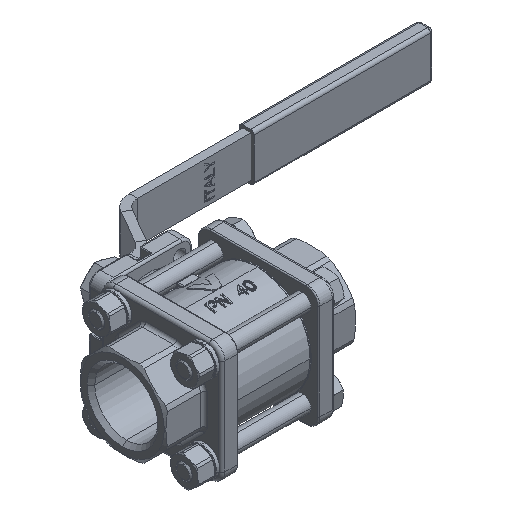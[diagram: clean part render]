
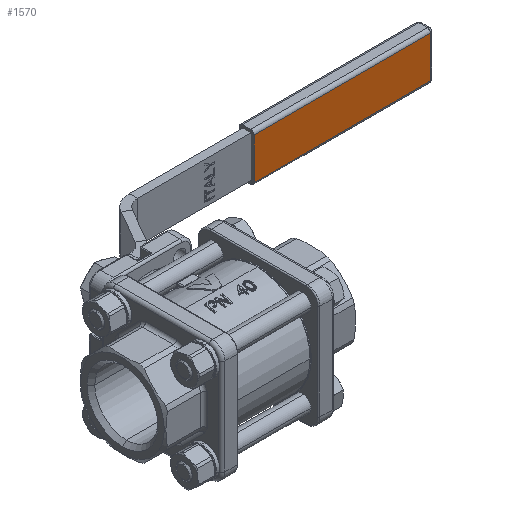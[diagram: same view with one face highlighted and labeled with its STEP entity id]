
A CAD part, isometric view. The second image highlights one B-rep face of the part: STEP entity #1570.
In plain terms, the highlighted planar face has unit normal (0, -1, 0).
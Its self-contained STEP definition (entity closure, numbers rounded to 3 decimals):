
#1570=ADVANCED_FACE('',(#4681),#4682,.T.);
#4681=FACE_OUTER_BOUND('',#23370,.T.);
#4682=PLANE('',#23371);
#23370=EDGE_LOOP('',(#34633,#34634,#34635,#34636));
#23371=AXIS2_PLACEMENT_3D('',#34637,#34638,#34639);
#34633=ORIENTED_EDGE('',*,*,#38436,.T.);
#34634=ORIENTED_EDGE('',*,*,#38434,.F.);
#34635=ORIENTED_EDGE('',*,*,#38427,.F.);
#34636=ORIENTED_EDGE('',*,*,#38447,.F.);
#34637=CARTESIAN_POINT('',(88.0,71.0,9.9));
#34638=DIRECTION('',(0.0,-1.0,0.0));
#34639=DIRECTION('',(0.0,0.0,-1.0));
#38427=EDGE_CURVE('',#44579,#44581,#44582,.T.);
#38434=EDGE_CURVE('',#44581,#44591,#44592,.T.);
#38436=EDGE_CURVE('',#44594,#44591,#44595,.T.);
#38447=EDGE_CURVE('',#44594,#44579,#44610,.T.);
#44579=VERTEX_POINT('',#62517);
#44581=VERTEX_POINT('',#62519);
#44582=LINE('',#62520,#62521);
#44591=VERTEX_POINT('',#62533);
#44592=LINE('',#62534,#62535);
#44594=VERTEX_POINT('',#62537);
#44595=LINE('',#62538,#62539);
#44610=LINE('',#62558,#62559);
#62517=CARTESIAN_POINT('',(172.5,71.0,9.9));
#62519=CARTESIAN_POINT('',(172.5,71.0,-9.9));
#62520=CARTESIAN_POINT('',(172.5,71.0,9.9));
#62521=VECTOR('',#68072,19.8);
#62533=CARTESIAN_POINT('',(88.0,71.0,-9.9));
#62534=CARTESIAN_POINT('',(172.5,71.0,-9.9));
#62535=VECTOR('',#68085,84.5);
#62537=CARTESIAN_POINT('',(88.0,71.0,9.9));
#62538=CARTESIAN_POINT('',(88.0,71.0,9.9));
#62539=VECTOR('',#68089,19.8);
#62558=CARTESIAN_POINT('',(88.0,71.0,9.9));
#62559=VECTOR('',#68112,84.5);
#68072=DIRECTION('',(0.0,0.0,-1.0));
#68085=DIRECTION('',(-1.0,0.0,0.0));
#68089=DIRECTION('',(0.0,0.0,-1.0));
#68112=DIRECTION('',(1.0,0.0,0.0));
